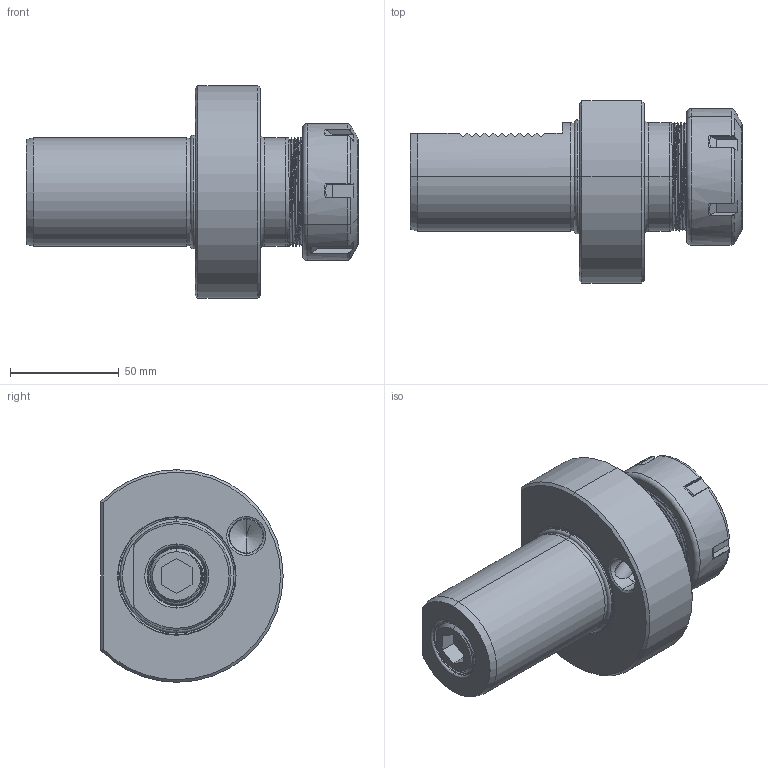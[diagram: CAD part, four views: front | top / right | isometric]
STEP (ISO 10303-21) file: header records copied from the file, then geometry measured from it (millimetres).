
FILE_DESCRIPTION (( 'STEP AP203' ), '1' );
FILE_NAME ('509.02.26.STEP', '2016-11-26T07:08:59', ( '' ), ( '' ), 'SwSTEP 2.0', 'SolidWorks 2012', '' );
FILE_SCHEMA (( 'CONFIG_CONTROL_DESIGN' ));
Length unit declared in the file: millimetre
Products named in the file (6): 管螺文螺絲3分之4; 509.02.26; 管螺文螺絲; 2-01.100.0400260C7_ER40螺帽(六溝); O型環48.7; VDI50       ER40
Assembly tree (5 placements, depth 2):
  509.02.26
    VDI50       ER40
    O型環48.7
    管螺文螺絲3分之4
    管螺文螺絲
    2-01.100.0400260C7_ER40螺帽(六溝)
Bounding box: 153 x 84 x 98 mm (x, y, z)
Volume: 378406.8 mm3; surface area: 73403.9 mm2
Topology: 5 solids, 5 shells, 429 faces, 1149 edges, 729 vertices
Faces by surface type: cone 110, cylinder 108, plane 107, bspline 57, torus 47
Entity records: 51666 total; most frequent: CARTESIAN_POINT 41540, ORIENTED_EDGE 2290, DIRECTION 1599, EDGE_CURVE 1145, VERTEX_POINT 729, AXIS2_PLACEMENT_3D 611, EDGE_LOOP 442, FACE_OUTER_BOUND 429
